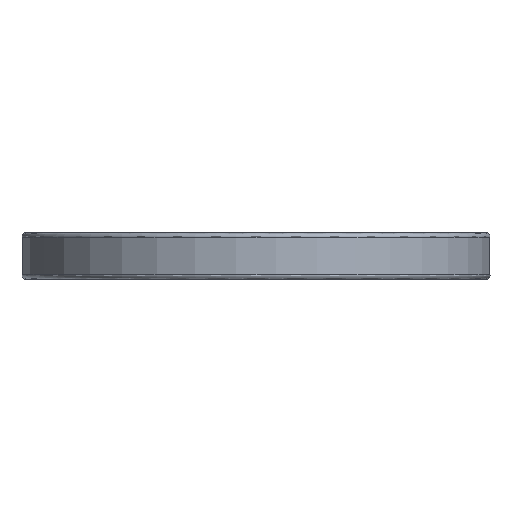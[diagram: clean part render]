
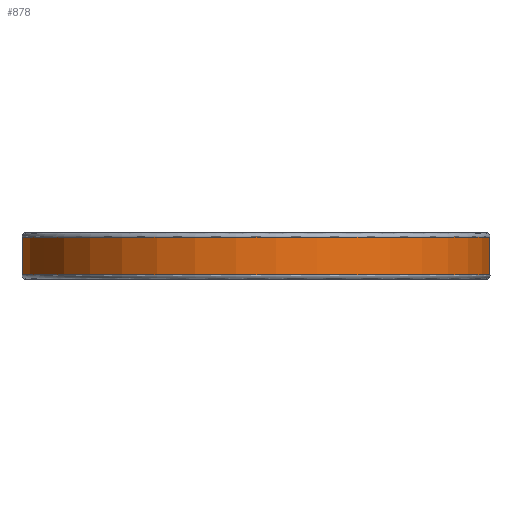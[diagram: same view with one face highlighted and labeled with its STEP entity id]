
A CAD part, left-side view. The second image highlights one B-rep face of the part: STEP entity #878.
In plain terms, the highlighted cylindrical face has radius 50 mm (diameter 100 mm), a partial arc.
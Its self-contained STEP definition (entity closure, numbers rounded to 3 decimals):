
#287 = VERTEX_POINT('',#288);
#288 = CARTESIAN_POINT('',(48.28,13.,1.));
#353 = VERTEX_POINT('',#354);
#354 = CARTESIAN_POINT('',(48.28,-13.,1.));
#377 = EDGE_CURVE('',#287,#353,#378,.T.);
#378 = CIRCLE('',#379,50.);
#379 = AXIS2_PLACEMENT_3D('',#380,#381,#382);
#380 = CARTESIAN_POINT('',(0.,0.,1.));
#381 = DIRECTION('',(0.,-0.,1.));
#382 = DIRECTION('',(0.966,0.26,0.));
#840 = EDGE_CURVE('',#287,#841,#843,.T.);
#841 = VERTEX_POINT('',#842);
#842 = CARTESIAN_POINT('',(48.28,13.,9.));
#843 = LINE('',#844,#845);
#844 = CARTESIAN_POINT('',(48.28,13.,0.));
#845 = VECTOR('',#846,1.);
#846 = DIRECTION('',(0.,0.,1.));
#878 = ADVANCED_FACE('',(#879),#898,.T.);
#879 = FACE_BOUND('',#880,.F.);
#880 = EDGE_LOOP('',(#881,#882,#891,#897));
#881 = ORIENTED_EDGE('',*,*,#840,.T.);
#882 = ORIENTED_EDGE('',*,*,#883,.T.);
#883 = EDGE_CURVE('',#841,#884,#886,.T.);
#884 = VERTEX_POINT('',#885);
#885 = CARTESIAN_POINT('',(48.28,-13.,9.));
#886 = CIRCLE('',#887,50.);
#887 = AXIS2_PLACEMENT_3D('',#888,#889,#890);
#888 = CARTESIAN_POINT('',(0.,0.,9.));
#889 = DIRECTION('',(0.,-0.,1.));
#890 = DIRECTION('',(0.966,0.26,0.));
#891 = ORIENTED_EDGE('',*,*,#892,.F.);
#892 = EDGE_CURVE('',#353,#884,#893,.T.);
#893 = LINE('',#894,#895);
#894 = CARTESIAN_POINT('',(48.28,-13.,0.));
#895 = VECTOR('',#896,1.);
#896 = DIRECTION('',(0.,0.,1.));
#897 = ORIENTED_EDGE('',*,*,#377,.F.);
#898 = CYLINDRICAL_SURFACE('',#899,50.);
#899 = AXIS2_PLACEMENT_3D('',#900,#901,#902);
#900 = CARTESIAN_POINT('',(0.,0.,0.));
#901 = DIRECTION('',(-0.,-0.,-1.));
#902 = DIRECTION('',(1.,0.,0.));
